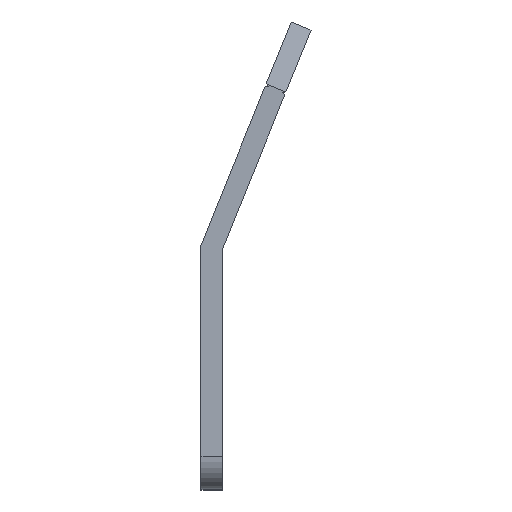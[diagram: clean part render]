
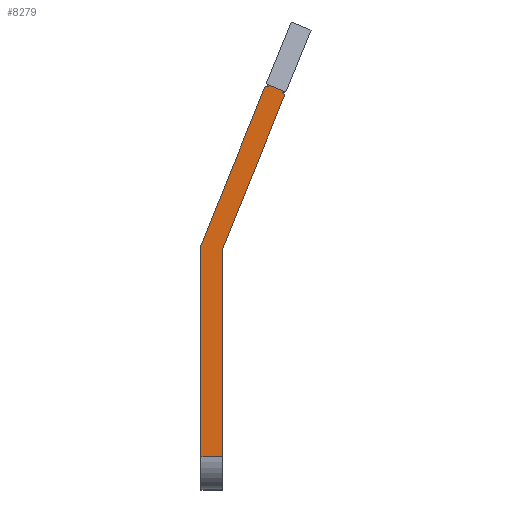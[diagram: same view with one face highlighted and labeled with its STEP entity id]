
A CAD part, left-side view. The second image highlights one B-rep face of the part: STEP entity #8279.
In plain terms, the highlighted planar face has unit normal (-1, 0, 0).
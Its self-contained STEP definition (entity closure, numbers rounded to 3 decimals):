
#8218=AXIS2_PLACEMENT_3D('Plane Axis2P3D',#8215,#8216,#8217) ;
#481=CARTESIAN_POINT('Vertex',(0.,0.937,14.724)) ;
#1670=CARTESIAN_POINT('Vertex',(0.,1.678,15.023)) ;
#2963=CARTESIAN_POINT('Line Origine',(0.,1.307,14.874)) ;
#2975=CARTESIAN_POINT('Line Origine',(0.,0.994,14.716)) ;
#2979=CARTESIAN_POINT('Vertex',(0.,1.051,14.708)) ;
#6144=CARTESIAN_POINT('Vertex',(0.,1.607,14.932)) ;
#6147=CARTESIAN_POINT('Line Origine',(0.,1.643,14.978)) ;
#8215=CARTESIAN_POINT('Axis2P3D Location',(0.,7.297,1.116)) ;
#8220=CARTESIAN_POINT('Line Origine',(0.,1.664,14.924)) ;
#8224=CARTESIAN_POINT('Vertex',(0.,1.722,14.916)) ;
#8227=CARTESIAN_POINT('Line Origine',(0.,2.919,11.951)) ;
#8231=CARTESIAN_POINT('Vertex',(0.,4.117,8.986)) ;
#8234=CARTESIAN_POINT('Line Origine',(0.,4.117,5.034)) ;
#8238=CARTESIAN_POINT('Vertex',(0.,4.117,1.081)) ;
#8241=CARTESIAN_POINT('Line Origine',(0.,3.717,1.081)) ;
#8245=CARTESIAN_POINT('Vertex',(0.,3.317,1.081)) ;
#8248=CARTESIAN_POINT('Line Origine',(0.,3.317,4.956)) ;
#8252=CARTESIAN_POINT('Vertex',(0.,3.317,8.831)) ;
#8255=CARTESIAN_POINT('Line Origine',(0.,2.149,11.724)) ;
#8259=CARTESIAN_POINT('Vertex',(0.,0.98,14.617)) ;
#8262=CARTESIAN_POINT('Line Origine',(0.,1.015,14.662)) ;
#2964=DIRECTION('Vector Direction',(0.,0.927,0.375)) ;
#2976=DIRECTION('Vector Direction',(0.,0.99,-0.139)) ;
#6148=DIRECTION('Vector Direction',(0.,-0.616,-0.788)) ;
#8216=DIRECTION('Axis2P3D Direction',(-1.,0.,0.)) ;
#8217=DIRECTION('Axis2P3D XDirection',(0.,-0.927,-0.375)) ;
#8221=DIRECTION('Vector Direction',(0.,0.99,-0.139)) ;
#8228=DIRECTION('Vector Direction',(0.,0.375,-0.927)) ;
#8235=DIRECTION('Vector Direction',(0.,0.,-1.)) ;
#8242=DIRECTION('Vector Direction',(0.,-1.,0.)) ;
#8249=DIRECTION('Vector Direction',(0.,0.,-1.)) ;
#8256=DIRECTION('Vector Direction',(0.,-0.375,0.927)) ;
#8263=DIRECTION('Vector Direction',(0.,-0.616,-0.788)) ;
#2965=VECTOR('Line Direction',#2964,1.) ;
#2977=VECTOR('Line Direction',#2976,1.) ;
#6149=VECTOR('Line Direction',#6148,1.) ;
#8222=VECTOR('Line Direction',#8221,1.) ;
#8229=VECTOR('Line Direction',#8228,1.) ;
#8236=VECTOR('Line Direction',#8235,1.) ;
#8243=VECTOR('Line Direction',#8242,1.) ;
#8250=VECTOR('Line Direction',#8249,1.) ;
#8257=VECTOR('Line Direction',#8256,1.) ;
#8264=VECTOR('Line Direction',#8263,1.) ;
#8268=ORIENTED_EDGE('',*,*,#2967,.T.) ;
#8269=ORIENTED_EDGE('',*,*,#6151,.F.) ;
#8270=ORIENTED_EDGE('',*,*,#8226,.F.) ;
#8271=ORIENTED_EDGE('',*,*,#8233,.T.) ;
#8272=ORIENTED_EDGE('',*,*,#8240,.T.) ;
#8273=ORIENTED_EDGE('',*,*,#8247,.T.) ;
#8274=ORIENTED_EDGE('',*,*,#8254,.T.) ;
#8275=ORIENTED_EDGE('',*,*,#8261,.T.) ;
#8276=ORIENTED_EDGE('',*,*,#8266,.F.) ;
#8277=ORIENTED_EDGE('',*,*,#2981,.F.) ;
#8279=ADVANCED_FACE('Koerper.2',(#8278),#8219,.T.) ;
#2967=EDGE_CURVE('',#482,#1671,#2966,.T.) ;
#2981=EDGE_CURVE('',#482,#2980,#2978,.T.) ;
#6151=EDGE_CURVE('',#6145,#1671,#6150,.F.) ;
#8226=EDGE_CURVE('',#8225,#6145,#8223,.F.) ;
#8233=EDGE_CURVE('',#8225,#8232,#8230,.T.) ;
#8240=EDGE_CURVE('',#8232,#8239,#8237,.T.) ;
#8247=EDGE_CURVE('',#8239,#8246,#8244,.T.) ;
#8254=EDGE_CURVE('',#8246,#8253,#8251,.F.) ;
#8261=EDGE_CURVE('',#8253,#8260,#8258,.T.) ;
#8266=EDGE_CURVE('',#2980,#8260,#8265,.T.) ;
#8267=EDGE_LOOP('',(#8268,#8269,#8270,#8271,#8272,#8273,#8274,#8275,#8276,#8277)) ;
#8278=FACE_OUTER_BOUND('',#8267,.T.) ;
#2966=LINE('Line',#2963,#2965) ;
#2978=LINE('Line',#2975,#2977) ;
#6150=LINE('Line',#6147,#6149) ;
#8223=LINE('Line',#8220,#8222) ;
#8230=LINE('Line',#8227,#8229) ;
#8237=LINE('Line',#8234,#8236) ;
#8244=LINE('Line',#8241,#8243) ;
#8251=LINE('Line',#8248,#8250) ;
#8258=LINE('Line',#8255,#8257) ;
#8265=LINE('Line',#8262,#8264) ;
#8219=PLANE('',#8218) ;
#482=VERTEX_POINT('',#481) ;
#1671=VERTEX_POINT('',#1670) ;
#2980=VERTEX_POINT('',#2979) ;
#6145=VERTEX_POINT('',#6144) ;
#8225=VERTEX_POINT('',#8224) ;
#8232=VERTEX_POINT('',#8231) ;
#8239=VERTEX_POINT('',#8238) ;
#8246=VERTEX_POINT('',#8245) ;
#8253=VERTEX_POINT('',#8252) ;
#8260=VERTEX_POINT('',#8259) ;
